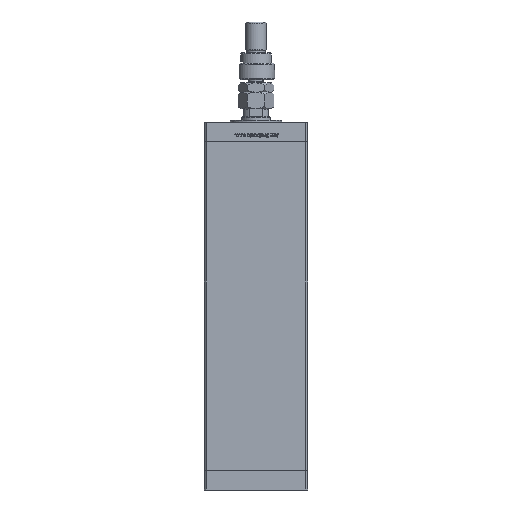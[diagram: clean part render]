
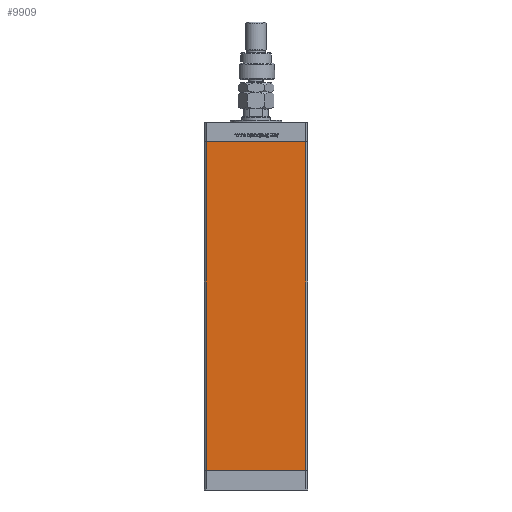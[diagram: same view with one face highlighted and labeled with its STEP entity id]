
A CAD part, front view. The second image highlights one B-rep face of the part: STEP entity #9909.
In plain terms, the highlighted planar face has unit normal (0, -1, 0).
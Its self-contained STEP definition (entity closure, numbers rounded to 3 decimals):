
#197 = LINE ( 'NONE', #46685, #6547 ) ;
#3475 = VERTEX_POINT ( 'NONE', #4156 ) ;
#4156 = CARTESIAN_POINT ( 'NONE',  ( 48., -43.5, 318.5 ) ) ;
#4916 = EDGE_CURVE ( 'NONE', #3475, #9557, #6202, .T. ) ;
#5305 = EDGE_LOOP ( 'NONE', ( #47409, #44079, #28970, #23785 ) ) ;
#6202 = LINE ( 'NONE', #49046, #44560 ) ;
#6547 = VECTOR ( 'NONE', #25234, 1000. ) ;
#8123 = EDGE_CURVE ( 'NONE', #46795, #9557, #13916, .T. ) ;
#9557 = VERTEX_POINT ( 'NONE', #54151 ) ;
#9909 = ADVANCED_FACE ( 'NONE', ( #30696 ), #17611, .F. ) ;
#13916 = LINE ( 'NONE', #17808, #31374 ) ;
#14197 = EDGE_CURVE ( 'NONE', #35704, #46795, #197, .T. ) ;
#17611 = PLANE ( 'NONE',  #23278 ) ;
#17808 = CARTESIAN_POINT ( 'NONE',  ( -48., -43.5, 0. ) ) ;
#18519 = LINE ( 'NONE', #23504, #28895 ) ;
#18873 = EDGE_CURVE ( 'NONE', #35704, #3475, #18519, .T. ) ;
#19527 = DIRECTION ( 'NONE',  ( 0., 0., -1. ) ) ;
#23278 = AXIS2_PLACEMENT_3D ( 'NONE', #34880, #51298, #51852 ) ;
#23504 = CARTESIAN_POINT ( 'NONE',  ( -48., -43.5, 318.5 ) ) ;
#23785 = ORIENTED_EDGE ( 'NONE', *, *, #14197, .T. ) ;
#25234 = DIRECTION ( 'NONE',  ( 0., 0., -1. ) ) ;
#26691 = DIRECTION ( 'NONE',  ( 1., 0., 0. ) ) ;
#28895 = VECTOR ( 'NONE', #52480, 1000. ) ;
#28970 = ORIENTED_EDGE ( 'NONE', *, *, #18873, .F. ) ;
#30696 = FACE_OUTER_BOUND ( 'NONE', #5305, .T. ) ;
#31374 = VECTOR ( 'NONE', #26691, 1000. ) ;
#32787 = CARTESIAN_POINT ( 'NONE',  ( -48., -43.5, 0. ) ) ;
#34880 = CARTESIAN_POINT ( 'NONE',  ( -48., -43.5, 318.5 ) ) ;
#35704 = VERTEX_POINT ( 'NONE', #45748 ) ;
#44079 = ORIENTED_EDGE ( 'NONE', *, *, #4916, .F. ) ;
#44560 = VECTOR ( 'NONE', #19527, 1000. ) ;
#45748 = CARTESIAN_POINT ( 'NONE',  ( -48., -43.5, 318.5 ) ) ;
#46685 = CARTESIAN_POINT ( 'NONE',  ( -48., -43.5, 318.5 ) ) ;
#46795 = VERTEX_POINT ( 'NONE', #32787 ) ;
#47409 = ORIENTED_EDGE ( 'NONE', *, *, #8123, .T. ) ;
#49046 = CARTESIAN_POINT ( 'NONE',  ( 48., -43.5, 318.5 ) ) ;
#51298 = DIRECTION ( 'NONE',  ( 0., 1., 0. ) ) ;
#51852 = DIRECTION ( 'NONE',  ( 0., 0., 1. ) ) ;
#52480 = DIRECTION ( 'NONE',  ( 1., 0., 0. ) ) ;
#54151 = CARTESIAN_POINT ( 'NONE',  ( 48., -43.5, 0. ) ) ;
